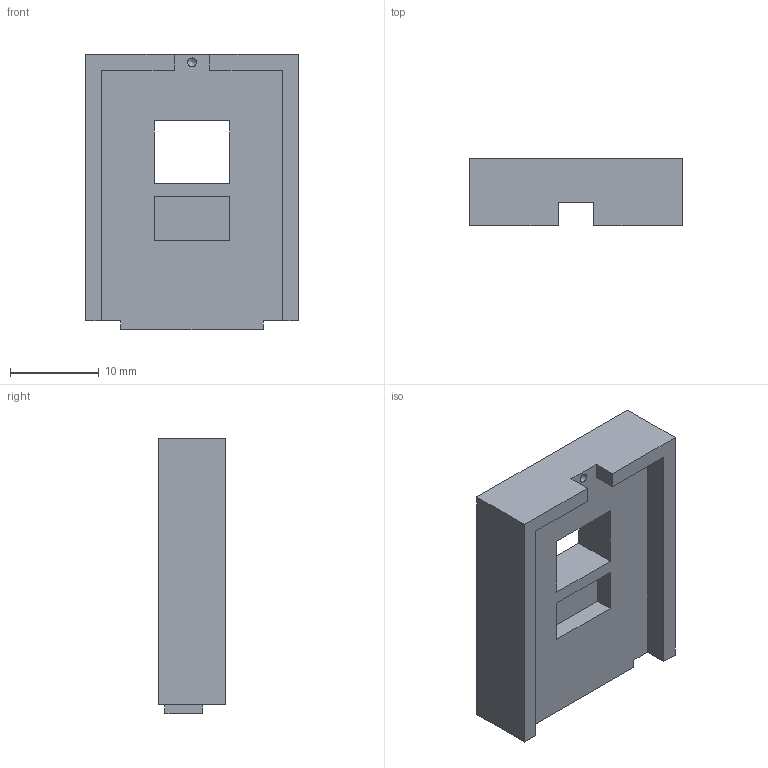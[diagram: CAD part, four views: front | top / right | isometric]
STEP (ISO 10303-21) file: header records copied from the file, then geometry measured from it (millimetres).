
FILE_DESCRIPTION(/* description */ ('','CAx-IF Rec.Pracs.---Representation and Presentation of Product Manufacturing Information (PMI)---4.0---2014-10-13'),/* implementation_level */ '2;1');
FILE_NAME(/* name */ 'shtstick_cover.step',/* time_stamp */ '2024-12-14T14:57:54Z',/* author */ (''),/* organization */ (''),/* preprocessor_version */ 'ST-DEVELOPER v20',/* originating_system */ 'Autodesk Translation Framework v13.20.0.188',/* authorisation */ '');
FILE_SCHEMA (('AP242_MANAGED_MODEL_BASED_3D_ENGINEERING_MIM_LF { 1 0 10303 442 1 1 4 }'));
Length unit declared in the file: millimetre
Products named in the file (1): Cover
Bounding box: 24 x 7.6 x 31 mm (x, y, z)
Volume: 3640.6 mm3; surface area: 2536.1 mm2
Topology: 1 solids, 1 shells, 29 faces, 77 edges, 51 vertices
Faces by surface type: plane 27, cone 1, cylinder 1
Full cylindrical faces by diameter (mm): 1 x1
Entity records: 917 total; most frequent: CARTESIAN_POINT 157, ORIENTED_EDGE 152, DIRECTION 138, EDGE_CURVE 76, LINE 74, VECTOR 74, VERTEX_POINT 51, EDGE_LOOP 33
